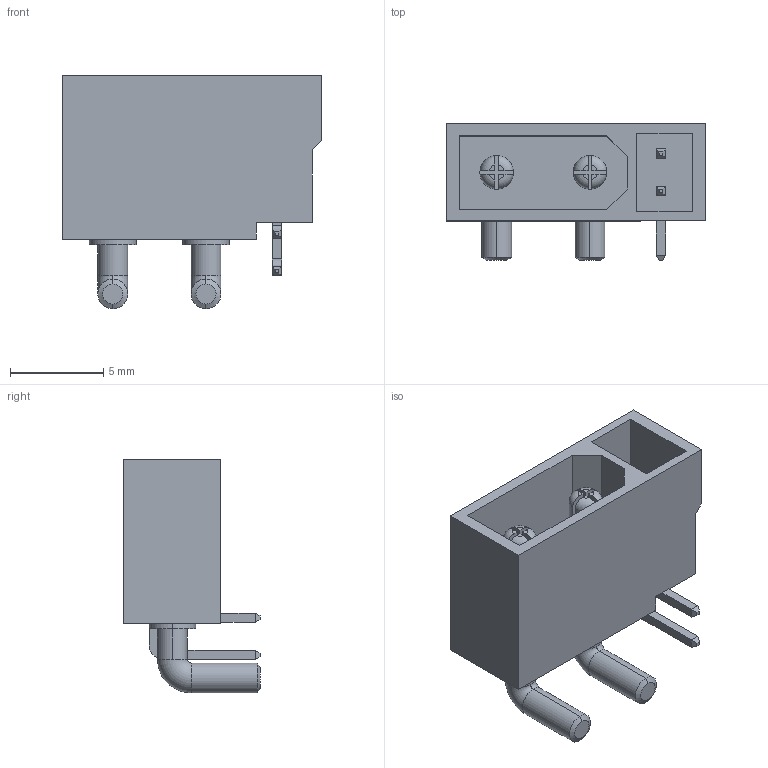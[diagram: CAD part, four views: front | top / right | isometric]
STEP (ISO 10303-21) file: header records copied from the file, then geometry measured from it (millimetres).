
FILE_DESCRIPTION (( 'STEP AP214' ), '1' );
FILE_NAME ('DDA571A3-0014-432E-BFC2-781F6B8CCAFF.STEP', '2024-05-30T05:31:26', ( '' ), ( '' ), 'SwSTEP 2.0', 'SolidWorks 2022', '' );
FILE_SCHEMA (( 'AUTOMOTIVE_DESIGN' ));
Length unit declared in the file: millimetre
Products named in the file (1): DDA571A3-0014-432E-BFC2-781F6B8CCAFF
Bounding box: 13.9 x 7.3 x 12.53 mm (x, y, z)
Volume: 344.4 mm3; surface area: 975.7 mm2
Topology: 1 solids, 1 shells, 142 faces, 360 edges, 232 vertices
Faces by surface type: plane 101, cylinder 25, torus 12, cone 4
Entity records: 4844 total; most frequent: CARTESIAN_POINT 943, ORIENTED_EDGE 720, DIRECTION 716, EDGE_CURVE 360, VECTOR 258, LINE 258, VERTEX_POINT 232, AXIS2_PLACEMENT_3D 229
